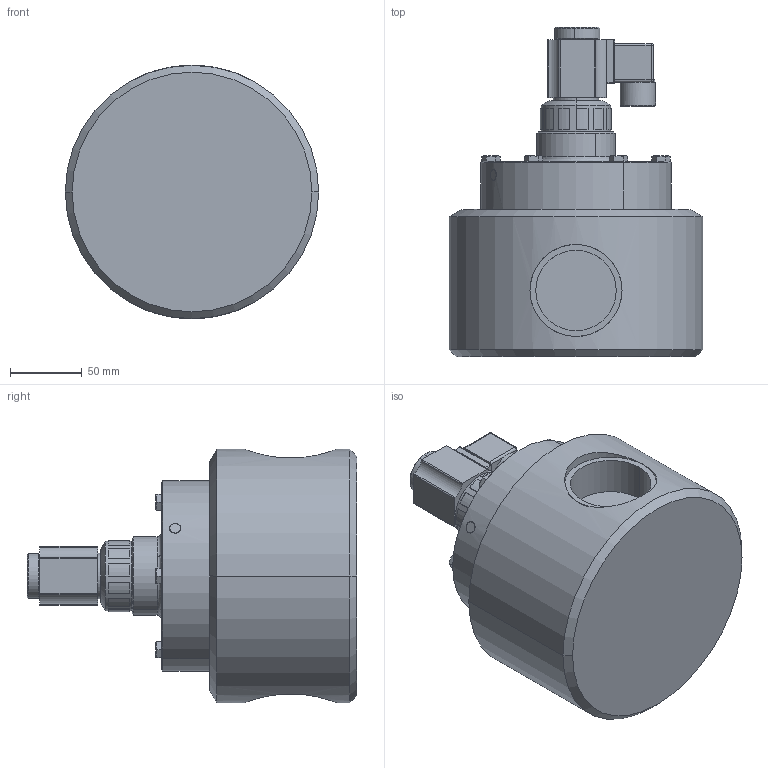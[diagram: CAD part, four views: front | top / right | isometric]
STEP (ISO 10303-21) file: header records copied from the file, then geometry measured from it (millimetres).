
FILE_DESCRIPTION (( 'STEP AP203' ), '1' );
FILE_NAME ('PS200.STEP', '2018-07-24T12:49:58', ( '' ), ( '' ), 'SwSTEP 2.0', 'SolidWorks 2017', '' );
FILE_SCHEMA (( 'CONFIG_CONTROL_DESIGN' ));
Length unit declared in the file: inch
Products named in the file (1): PS200
Bounding box: 177.04 x 230.17 x 177.04 mm (x, y, z)
Volume: 3006208.9 mm3; surface area: 151175.3 mm2
Topology: 3 solids, 3 shells, 249 faces, 610 edges, 391 vertices
Faces by surface type: plane 136, cylinder 70, cone 28, bspline 15
Entity records: 8621 total; most frequent: CARTESIAN_POINT 2764, ORIENTED_EDGE 1220, DIRECTION 1176, EDGE_CURVE 610, AXIS2_PLACEMENT_3D 429, VERTEX_POINT 391, VECTOR 318, LINE 318
